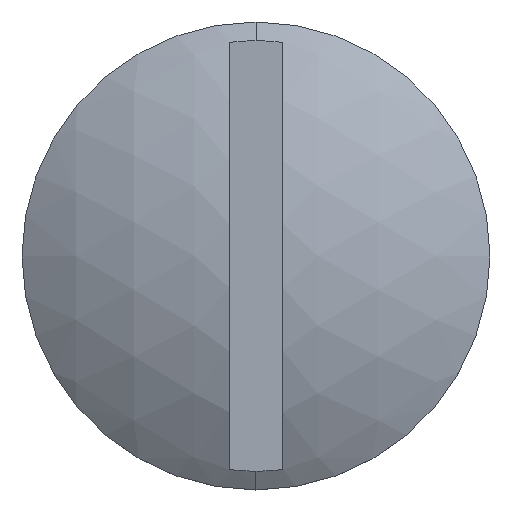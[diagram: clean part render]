
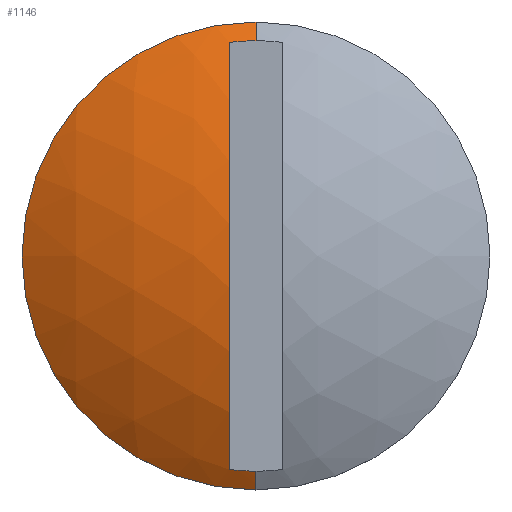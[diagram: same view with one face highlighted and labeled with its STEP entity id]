
A CAD part, top view. The second image highlights one B-rep face of the part: STEP entity #1146.
In plain terms, the highlighted spherical face has radius 18.167 mm.
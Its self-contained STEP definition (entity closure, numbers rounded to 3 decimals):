
#80 = VERTEX_POINT ( 'NONE', #2559 ) ;
#81 = CARTESIAN_POINT ( 'NONE',  ( 0., 0., 1. ) ) ;
#103 = DIRECTION ( 'NONE',  ( 1., 0., 0. ) ) ;
#197 = AXIS2_PLACEMENT_3D ( 'NONE', #1550, #297, #1758 ) ;
#207 = CIRCLE ( 'NONE', #2196, 18.167 ) ;
#243 = VERTEX_POINT ( 'NONE', #1027 ) ;
#297 = DIRECTION ( 'NONE',  ( 0., 0., -1. ) ) ;
#299 = DIRECTION ( 'NONE',  ( 1., 0., 0. ) ) ;
#306 = AXIS2_PLACEMENT_3D ( 'NONE', #2247, #2041, #778 ) ;
#399 = CARTESIAN_POINT ( 'NONE',  ( -1.15, 9.125, 1.5 ) ) ;
#432 = FACE_OUTER_BOUND ( 'NONE', #2143, .T. ) ;
#475 = CIRCLE ( 'NONE', #755, 9.197 ) ;
#536 = DIRECTION ( 'NONE',  ( -1., 0., 0. ) ) ;
#540 = ORIENTED_EDGE ( 'NONE', *, *, #792, .T. ) ;
#593 = DIRECTION ( 'NONE',  ( 1., 0., 0. ) ) ;
#605 = VERTEX_POINT ( 'NONE', #1456 ) ;
#697 = AXIS2_PLACEMENT_3D ( 'NONE', #1846, #593, #2068 ) ;
#718 = CARTESIAN_POINT ( 'NONE',  ( 0., -9.197, 1.5 ) ) ;
#755 = AXIS2_PLACEMENT_3D ( 'NONE', #924, #2411, #1150 ) ;
#778 = DIRECTION ( 'NONE',  ( 0., 1., 0. ) ) ;
#792 = EDGE_CURVE ( 'NONE', #605, #855, #1103, .T. ) ;
#855 = VERTEX_POINT ( 'NONE', #399 ) ;
#924 = CARTESIAN_POINT ( 'NONE',  ( 0., 0., 1.5 ) ) ;
#986 = EDGE_CURVE ( 'NONE', #2032, #243, #2384, .T. ) ;
#1024 = EDGE_CURVE ( 'NONE', #1790, #1857, #207, .T. ) ;
#1027 = CARTESIAN_POINT ( 'NONE',  ( -10., 0., 1. ) ) ;
#1045 = AXIS2_PLACEMENT_3D ( 'NONE', #81, #1552, #299 ) ;
#1072 = DIRECTION ( 'NONE',  ( -1., 0., 0. ) ) ;
#1103 = CIRCLE ( 'NONE', #2395, 18.13 ) ;
#1146 = ADVANCED_FACE ( 'NONE', ( #432 ), #1207, .T. ) ;
#1150 = DIRECTION ( 'NONE',  ( -1., 0., 0. ) ) ;
#1158 = ORIENTED_EDGE ( 'NONE', *, *, #2111, .F. ) ;
#1207 = SPHERICAL_SURFACE ( 'NONE', #306, 18.167 ) ;
#1281 = CARTESIAN_POINT ( 'NONE',  ( -1.15, 0., -14.167 ) ) ;
#1367 = DIRECTION ( 'NONE',  ( 0., 0., 1. ) ) ;
#1411 = ORIENTED_EDGE ( 'NONE', *, *, #1024, .T. ) ;
#1456 = CARTESIAN_POINT ( 'NONE',  ( -1.15, -9.125, 1.5 ) ) ;
#1550 = CARTESIAN_POINT ( 'NONE',  ( 0., 0., 1.5 ) ) ;
#1552 = DIRECTION ( 'NONE',  ( 0., 0., 1. ) ) ;
#1624 = CARTESIAN_POINT ( 'NONE',  ( 0., 10., 1. ) ) ;
#1662 = CIRCLE ( 'NONE', #1045, 10. ) ;
#1692 = CIRCLE ( 'NONE', #697, 18.167 ) ;
#1720 = ORIENTED_EDGE ( 'NONE', *, *, #986, .T. ) ;
#1758 = DIRECTION ( 'NONE',  ( -1., 0., 0. ) ) ;
#1788 = CARTESIAN_POINT ( 'NONE',  ( 0., 0., -14.167 ) ) ;
#1790 = VERTEX_POINT ( 'NONE', #2594 ) ;
#1806 = CIRCLE ( 'NONE', #197, 9.197 ) ;
#1819 = EDGE_CURVE ( 'NONE', #855, #80, #475, .T. ) ;
#1836 = EDGE_CURVE ( 'NONE', #243, #1790, #1662, .T. ) ;
#1846 = CARTESIAN_POINT ( 'NONE',  ( 0., 0., -14.167 ) ) ;
#1857 = VERTEX_POINT ( 'NONE', #718 ) ;
#1903 = AXIS2_PLACEMENT_3D ( 'NONE', #2634, #1367, #103 ) ;
#2012 = DIRECTION ( 'NONE',  ( 0., -1., 0. ) ) ;
#2032 = VERTEX_POINT ( 'NONE', #1624 ) ;
#2041 = DIRECTION ( 'NONE',  ( -1., 0., 0. ) ) ;
#2068 = DIRECTION ( 'NONE',  ( 0., 0., -1. ) ) ;
#2111 = EDGE_CURVE ( 'NONE', #2032, #80, #1692, .T. ) ;
#2143 = EDGE_LOOP ( 'NONE', ( #2737, #1411, #2727, #540, #2437, #1158, #1720 ) ) ;
#2196 = AXIS2_PLACEMENT_3D ( 'NONE', #1788, #536, #2012 ) ;
#2247 = CARTESIAN_POINT ( 'NONE',  ( 0., 0., -14.167 ) ) ;
#2333 = DIRECTION ( 'NONE',  ( 0., -1., 0. ) ) ;
#2384 = CIRCLE ( 'NONE', #1903, 10. ) ;
#2395 = AXIS2_PLACEMENT_3D ( 'NONE', #1281, #1072, #2333 ) ;
#2411 = DIRECTION ( 'NONE',  ( 0., 0., -1. ) ) ;
#2437 = ORIENTED_EDGE ( 'NONE', *, *, #1819, .T. ) ;
#2496 = EDGE_CURVE ( 'NONE', #1857, #605, #1806, .T. ) ;
#2559 = CARTESIAN_POINT ( 'NONE',  ( 0., 9.197, 1.5 ) ) ;
#2594 = CARTESIAN_POINT ( 'NONE',  ( 0., -10., 1. ) ) ;
#2634 = CARTESIAN_POINT ( 'NONE',  ( 0., 0., 1. ) ) ;
#2727 = ORIENTED_EDGE ( 'NONE', *, *, #2496, .T. ) ;
#2737 = ORIENTED_EDGE ( 'NONE', *, *, #1836, .T. ) ;
